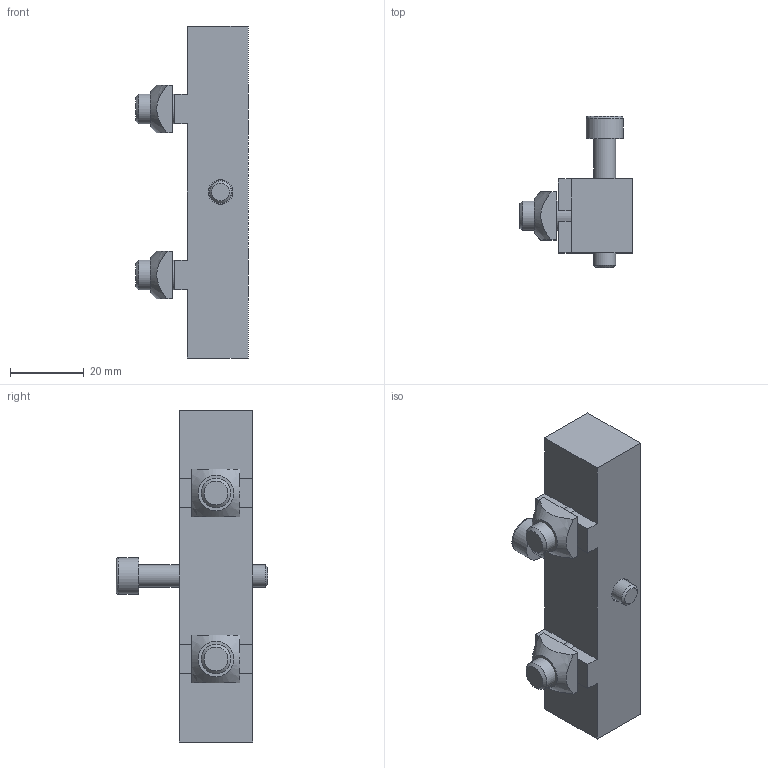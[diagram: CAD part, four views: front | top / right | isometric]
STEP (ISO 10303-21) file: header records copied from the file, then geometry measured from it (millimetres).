
FILE_DESCRIPTION((''),'2;1');
FILE_NAME('909011.ipt.stp','2010-09-05T12:30:42',(''),(''),'Autodesk Inventor 2010','Autodesk Inventor 2010','');
FILE_SCHEMA(('AUTOMOTIVE_DESIGN { 1 0 10303 214 1 1 1 1 }'));
Length unit declared in the file: millimetre
Products named in the file (1): 909011
Bounding box: 30.5 x 41 x 90 mm (x, y, z)
Volume: 33233.6 mm3; surface area: 13449.1 mm2
Topology: 6 solids, 6 shells, 88 faces, 210 edges, 137 vertices
Faces by surface type: plane 59, bspline 12, cone 8, cylinder 6, torus 3
Full cylindrical faces by diameter (mm): 6 x1, 8 x2, 10 x1, 13 x2
Entity records: 2648 total; most frequent: CARTESIAN_POINT 698, ORIENTED_EDGE 346, DIRECTION 344, EDGE_CURVE 173, EDGE_LOOP 128, VERTEX_POINT 127, AXIS2_PLACEMENT_3D 120, VECTOR 104
